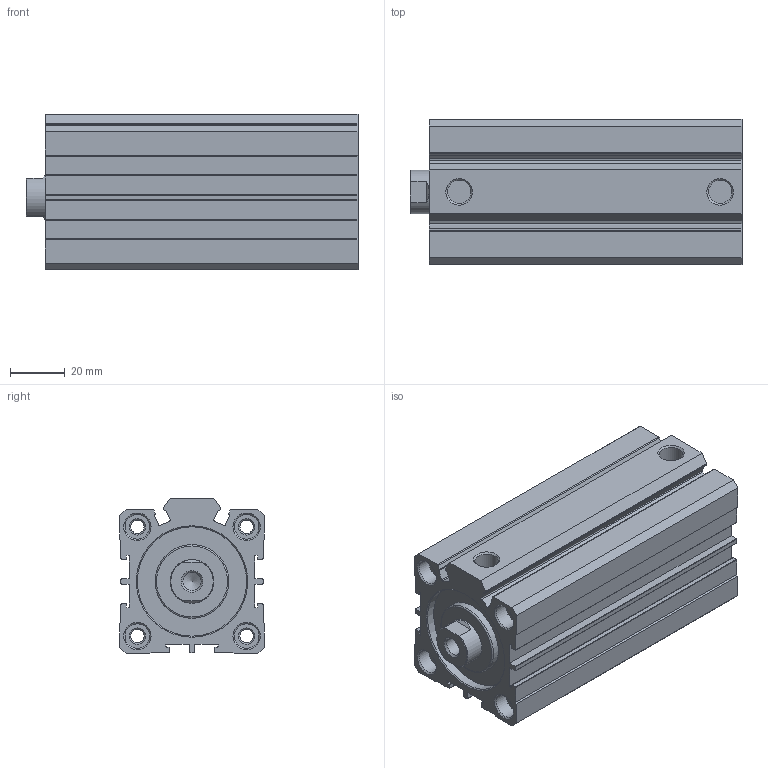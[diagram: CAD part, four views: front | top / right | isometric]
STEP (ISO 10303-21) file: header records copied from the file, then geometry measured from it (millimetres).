
FILE_DESCRIPTION(/* description */ ('STEP AP214'),/* implementation_level */ '2;1');
FILE_NAME(/* name */ 'ACQ40x75ST(0_)',/* time_stamp */ '2023-12-01T17:14:33+01:00',/* author */ ('License CC BY-ND 4.0'),/* organization */ ('CADENAS'),/* preprocessor_version */ 'ST-DEVELOPER v19.3',/* originating_system */ 'PARTsolutions',/* authorisation */ ' ');
FILE_SCHEMA (('AUTOMOTIVE_DESIGN {1 0 10303 214 3 1 1}'));
Length unit declared in the file: millimetre
Products named in the file (3): ACQ40x75ST(0,); ACQS-40x75_75r; ACQS-40x7575_b
Assembly tree (2 placements, depth 2):
  ACQ40x75ST(0,)
    ACQS-40x75_75r
    ACQS-40x7575_b
Bounding box: 121.5 x 53 x 57 mm (x, y, z)
Volume: 207524.5 mm3; surface area: 72368.7 mm2
Topology: 2 solids, 2 shells, 193 faces, 489 edges, 318 vertices
Faces by surface type: plane 96, cylinder 70, cone 26, torus 1
Full cylindrical faces by diameter (mm): 4.917 x4, 6.647 x1, 8.566 x2, 9 x8, 16 x2, 25.01 x1, 27 x1, 29.51 x1, 40 x4
Entity records: 5647 total; most frequent: DIRECTION 994, CARTESIAN_POINT 961, ORIENTED_EDGE 874, EDGE_CURVE 437, AXIS2_PLACEMENT_3D 365, VERTEX_POINT 316, FACE_BOUND 269, EDGE_LOOP 268
